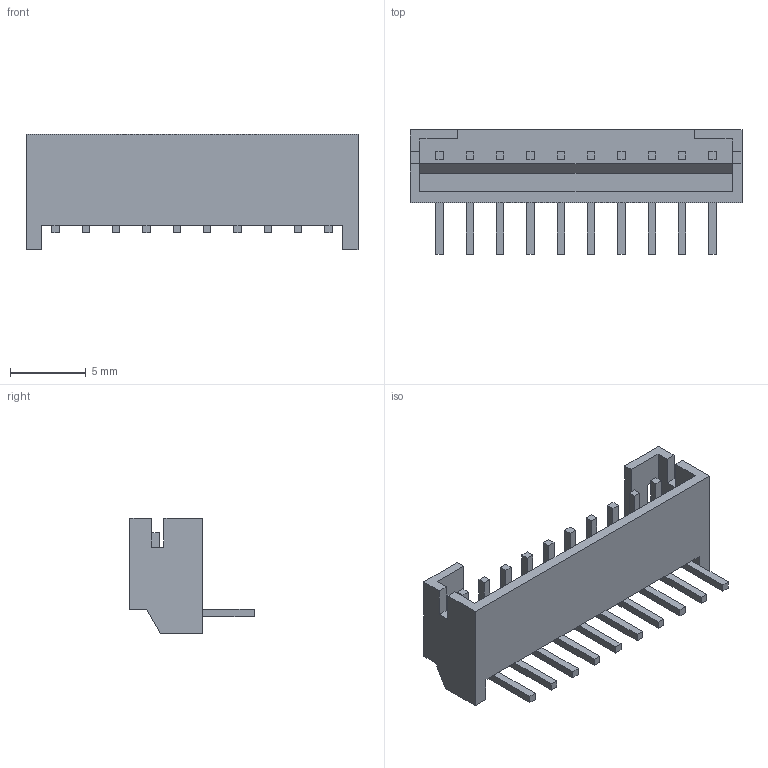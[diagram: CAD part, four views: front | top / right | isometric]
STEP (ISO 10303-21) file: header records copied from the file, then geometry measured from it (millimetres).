
FILE_DESCRIPTION (( 'STEP AP214' ), '1' );
FILE_NAME ('S10B-PH-K-S.STEP', '2011-09-21T00:44:23', ( ' ' ), ( ' ' ), 'SwSTEP 2.0', 'SolidWorks 2005235', '' );
FILE_SCHEMA (( 'AUTOMOTIVE_DESIGN' ));
Length unit declared in the file: millimetre
Products named in the file (1): S10B-PH-K-S
Bounding box: 21.9 x 8.2 x 7.6 mm (x, y, z)
Volume: 293.8 mm3; surface area: 822.9 mm2
Topology: 1 solids, 1 shells, 146 faces, 392 edges, 254 vertices
Faces by surface type: plane 136, cylinder 10
Entity records: 4887 total; most frequent: CARTESIAN_POINT 793, ORIENTED_EDGE 784, DIRECTION 706, EDGE_CURVE 392, VECTOR 372, LINE 372, VERTEX_POINT 254, AXIS2_PLACEMENT_3D 167
